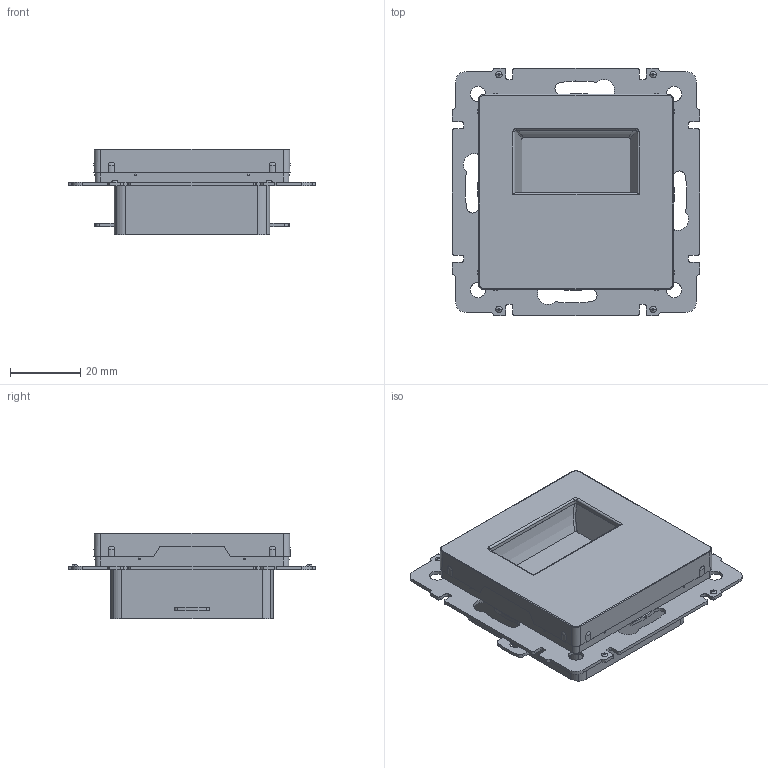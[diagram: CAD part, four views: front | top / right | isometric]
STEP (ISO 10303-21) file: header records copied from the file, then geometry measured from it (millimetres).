
FILE_DESCRIPTION (( 'STEP AP214' ), '1' );
FILE_NAME ('BRITE Ïîäñâåòêà LED âñòðàèâàåìàÿ.STEP', '2025-04-07T12:33:39', ( '' ), ( '' ), 'SwSTEP 2.0', 'SolidWorks 2022', '' );
FILE_SCHEMA (( 'AUTOMOTIVE_DESIGN' ));
Length unit declared in the file: millimetre
Products named in the file (1): BRITE Подсветка LED встраиваемая
Bounding box: 70.8 x 70.8 x 24.47 mm (x, y, z)
Volume: 57182.2 mm3; surface area: 15545 mm2
Topology: 1 solids, 4 shells, 356 faces, 983 edges, 643 vertices
Faces by surface type: plane 168, cylinder 152, bspline 28, sphere 8
Entity records: 11978 total; most frequent: CARTESIAN_POINT 2855, ORIENTED_EDGE 1966, DIRECTION 1864, EDGE_CURVE 983, AXIS2_PLACEMENT_3D 646, VERTEX_POINT 643, VECTOR 572, LINE 572
